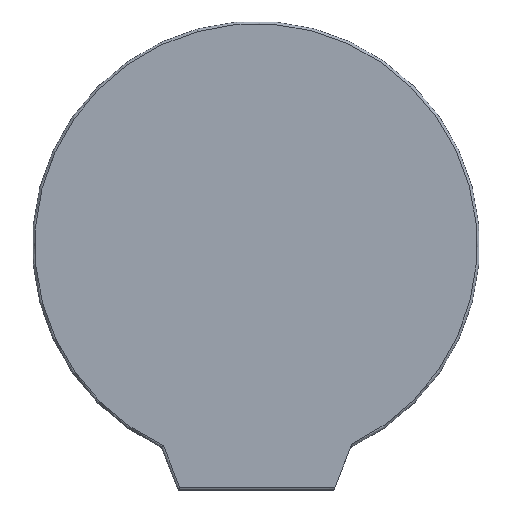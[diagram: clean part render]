
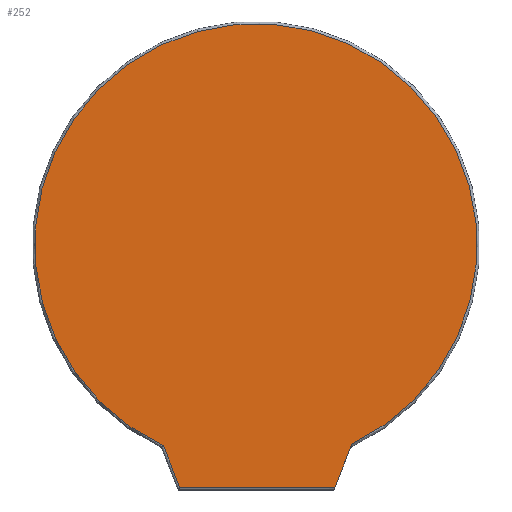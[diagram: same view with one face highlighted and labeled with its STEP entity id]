
A CAD part, top view. The second image highlights one B-rep face of the part: STEP entity #252.
In plain terms, the highlighted planar face has unit normal (0, 0, 1).
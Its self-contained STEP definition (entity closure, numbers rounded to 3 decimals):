
#93 = VERTEX_POINT('',#94);
#94 = CARTESIAN_POINT('',(-6.064,-19.3,1.5));
#101 = EDGE_CURVE('',#93,#102,#104,.T.);
#102 = VERTEX_POINT('',#103);
#103 = CARTESIAN_POINT('',(6.279,-19.3,1.5));
#104 = LINE('',#105,#106);
#105 = CARTESIAN_POINT('',(-6.2,-19.3,1.5));
#106 = VECTOR('',#107,1.);
#107 = DIRECTION('',(1.,0.,0.));
#152 = EDGE_CURVE('',#102,#153,#155,.T.);
#153 = VERTEX_POINT('',#154);
#154 = CARTESIAN_POINT('',(7.523,-16.132,1.5));
#155 = LINE('',#156,#157);
#156 = CARTESIAN_POINT('',(6.2,-19.5,1.5));
#157 = VECTOR('',#158,1.);
#158 = DIRECTION('',(0.366,0.931,0.));
#160 = EDGE_CURVE('',#153,#161,#163,.T.);
#161 = VERTEX_POINT('',#162);
#162 = CARTESIAN_POINT('',(7.629,-15.86,1.5));
#163 = LINE('',#164,#165);
#164 = CARTESIAN_POINT('',(8.767,-12.965,1.5));
#165 = VECTOR('',#166,1.);
#166 = DIRECTION('',(0.366,0.931,0.));
#201 = EDGE_CURVE('',#93,#202,#204,.T.);
#202 = VERTEX_POINT('',#203);
#203 = CARTESIAN_POINT('',(-7.366,-15.985,1.5));
#204 = LINE('',#205,#206);
#205 = CARTESIAN_POINT('',(-6.014,-19.427,1.5));
#206 = VECTOR('',#207,1.);
#207 = DIRECTION('',(-0.366,0.931,0.));
#252 = ADVANCED_FACE('',(#253),#266,.T.);
#253 = FACE_BOUND('',#254,.T.);
#254 = EDGE_LOOP('',(#255,#256,#257,#264,#265));
#255 = ORIENTED_EDGE('',*,*,#152,.T.);
#256 = ORIENTED_EDGE('',*,*,#160,.T.);
#257 = ORIENTED_EDGE('',*,*,#258,.T.);
#258 = EDGE_CURVE('',#161,#202,#259,.T.);
#259 = CIRCLE('',#260,17.6);
#260 = AXIS2_PLACEMENT_3D('',#261,#262,#263);
#261 = CARTESIAN_POINT('',(0.,0.,1.5));
#262 = DIRECTION('',(-0.,0.,1.));
#263 = DIRECTION('',(0.423,-0.906,0.));
#264 = ORIENTED_EDGE('',*,*,#201,.F.);
#265 = ORIENTED_EDGE('',*,*,#101,.T.);
#266 = PLANE('',#267);
#267 = AXIS2_PLACEMENT_3D('',#268,#269,#270);
#268 = CARTESIAN_POINT('',(0.,-1.979,1.5));
#269 = DIRECTION('',(0.,0.,1.));
#270 = DIRECTION('',(1.,0.,0.));
